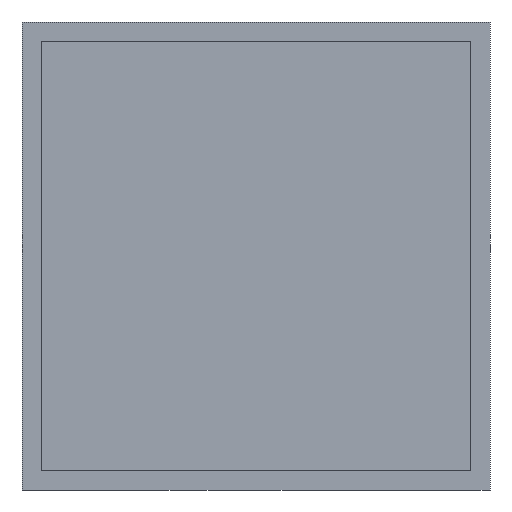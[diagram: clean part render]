
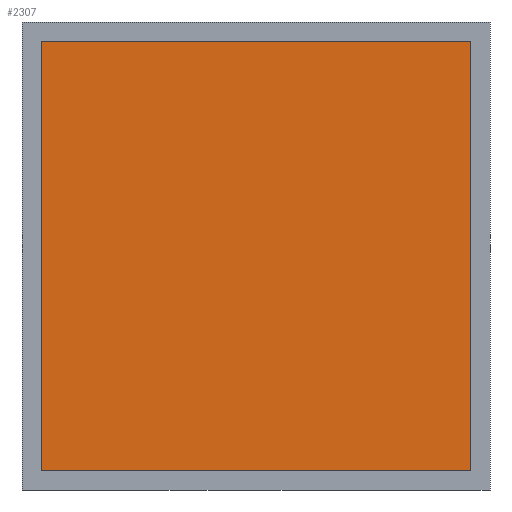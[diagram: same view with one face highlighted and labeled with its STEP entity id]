
A CAD part, front view. The second image highlights one B-rep face of the part: STEP entity #2307.
In plain terms, the highlighted planar face has unit normal (0, -1, 0).
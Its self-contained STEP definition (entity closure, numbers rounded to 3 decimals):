
#2192=DIRECTION('',(0.,0.,-1.));
#2193=VECTOR('',#2192,22.);
#2194=CARTESIAN_POINT('',(-11.,-0.2,11.));
#2195=LINE('',#2194,#2193);
#2196=DIRECTION('',(-1.,0.,0.));
#2197=VECTOR('',#2196,22.);
#2198=CARTESIAN_POINT('',(11.,-0.2,11.));
#2199=LINE('',#2198,#2197);
#2200=DIRECTION('',(0.,0.,1.));
#2201=VECTOR('',#2200,22.);
#2202=CARTESIAN_POINT('',(11.,-0.2,-11.));
#2203=LINE('',#2202,#2201);
#2204=DIRECTION('',(1.,0.,0.));
#2205=VECTOR('',#2204,22.);
#2206=CARTESIAN_POINT('',(-11.,-0.2,-11.));
#2207=LINE('',#2206,#2205);
#2216=CARTESIAN_POINT('',(-11.,-0.2,11.));
#2217=CARTESIAN_POINT('',(-11.,-0.2,-11.));
#2218=VERTEX_POINT('',#2216);
#2219=VERTEX_POINT('',#2217);
#2220=CARTESIAN_POINT('',(11.,-0.2,-11.));
#2221=VERTEX_POINT('',#2220);
#2222=CARTESIAN_POINT('',(11.,-0.2,11.));
#2223=VERTEX_POINT('',#2222);
#2296=CARTESIAN_POINT('',(0.,-0.2,0.));
#2297=DIRECTION('',(0.,-1.,0.));
#2298=DIRECTION('',(1.,0.,0.));
#2299=AXIS2_PLACEMENT_3D('',#2296,#2297,#2298);
#2300=PLANE('',#2299);
#2301=ORIENTED_EDGE('',*,*,#2248,.F.);
#2302=ORIENTED_EDGE('',*,*,#2263,.F.);
#2303=ORIENTED_EDGE('',*,*,#2277,.F.);
#2304=ORIENTED_EDGE('',*,*,#2290,.F.);
#2305=EDGE_LOOP('',(#2301,#2302,#2303,#2304));
#2306=FACE_OUTER_BOUND('',#2305,.F.);
#2307=ADVANCED_FACE('',(#2306),#2300,.T.);
#2248=EDGE_CURVE('',#2218,#2219,#2195,.T.);
#2263=EDGE_CURVE('',#2223,#2218,#2199,.T.);
#2277=EDGE_CURVE('',#2221,#2223,#2203,.T.);
#2290=EDGE_CURVE('',#2219,#2221,#2207,.T.);
